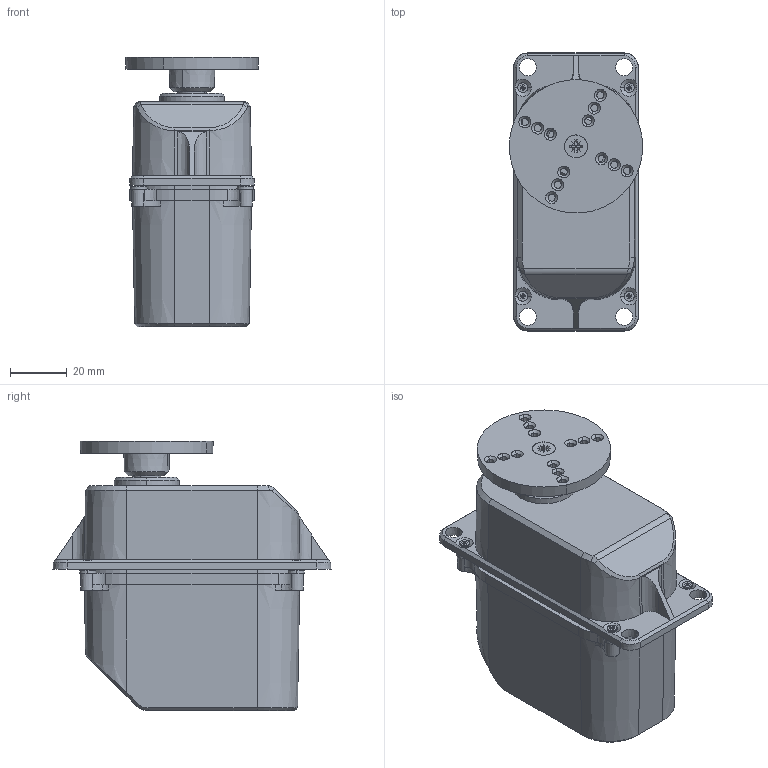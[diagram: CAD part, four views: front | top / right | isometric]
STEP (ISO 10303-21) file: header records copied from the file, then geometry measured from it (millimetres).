
FILE_DESCRIPTION (( 'STEP AP203' ), '1' );
FILE_NAME ('小减速箱外形尺寸.STEP', '2021-01-24T12:32:01', ( '微软用户' ), ( '微软中国' ), 'SwSTEP 2.0', 'SolidWorks 2018', '' );
FILE_SCHEMA (( 'CONFIG_CONTROL_DESIGN' ));
Length unit declared in the file: millimetre
Products named in the file (8): 苤熬厒眊笢啣; 苤熬厒眊菁; 粣; 楊擘; cross recessed countersunk head screws gb2_GB_CROSS_SCREWS_TYPE10 M4X12-9.3-Z1-N; cross recessed countersunk head screws gb2_GB_CROSS_SCREWS_TYPE10 M2X8-6.8-Z1-C; 小减速箱外形尺寸; 苤熬厒眊裔
Assembly tree (10 placements, depth 2):
  小减速箱外形尺寸
    苤熬厒眊裔
    苤熬厒眊笢啣
    苤熬厒眊菁
    粣
    楊擘
    cross recessed countersunk head screws gb2_GB_CROSS_SCREWS_TYPE10 M4X12-9.3-Z1-N
    cross recessed countersunk head screws gb2_GB_CROSS_SCREWS_TYPE10 M2X8-6.8-Z1-C  x4
Bounding box: 46.95 x 98.1 x 95 mm (x, y, z)
Volume: 73766.2 mm3; surface area: 59788.8 mm2
Topology: 10 solids, 10 shells, 1244 faces, 3255 edges, 2110 vertices
Faces by surface type: plane 693, cone 244, bspline 199, cylinder 106, torus 2
Entity records: 38531 total; most frequent: CARTESIAN_POINT 10838, ORIENTED_EDGE 5898, DIRECTION 4915, EDGE_CURVE 2949, VERTEX_POINT 1915, LINE 1903, VECTOR 1903, AXIS2_PLACEMENT_3D 1506
